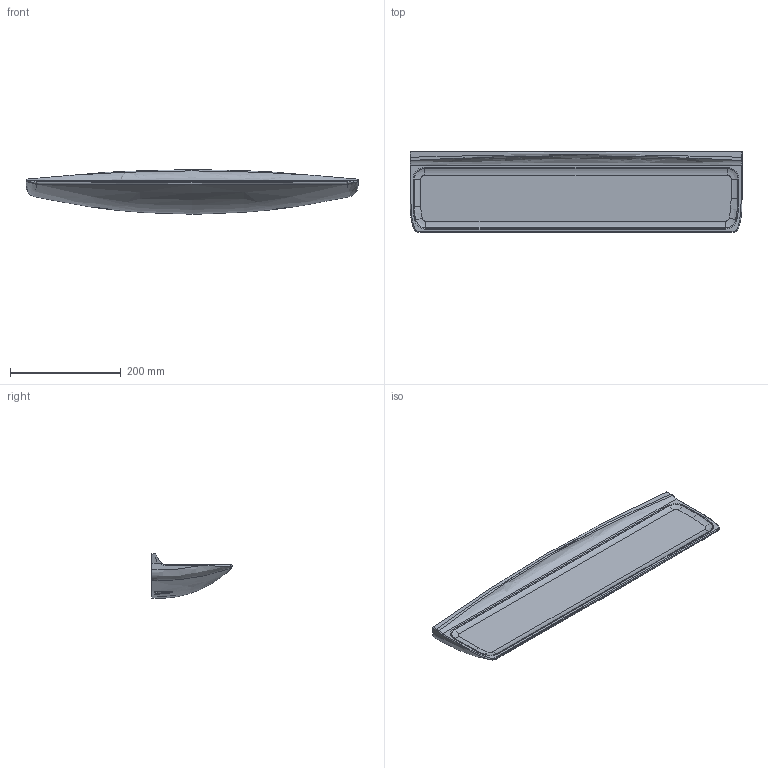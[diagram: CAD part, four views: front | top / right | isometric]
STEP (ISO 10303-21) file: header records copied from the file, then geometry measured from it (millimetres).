
FILE_DESCRIPTION((''),'2;1');
FILE_NAME('089360.stp','2008-03-11T08:46:02',('Huebner'),(''),'Autodesk Inventor 11','Autodesk Inventor 11','');
FILE_SCHEMA(('AUTOMOTIVE_DESIGN { 1 0 10303 214 1 1 1 1 }'));
Length unit declared in the file: millimetre
Products named in the file (2): 089360
Assembly tree (1 placements, depth 2):
  089360
    089360
Bounding box: 600 x 145 x 80.19 mm (x, y, z)
Volume: 3023395 mm3; surface area: 231882.6 mm2
Topology: 1 solids, 1 shells, 96 faces, 224 edges, 133 vertices
Faces by surface type: bspline 67, cylinder 15, plane 14
Full cylindrical faces by diameter (mm): 13 x2
Entity records: 9133 total; most frequent: CARTESIAN_POINT 7347, ORIENTED_EDGE 444, EDGE_CURVE 222, DIRECTION 203, B_SPLINE_CURVE_WITH_KNOTS 139, VERTEX_POINT 133, EDGE_LOOP 105, FACE_OUTER_BOUND 96
